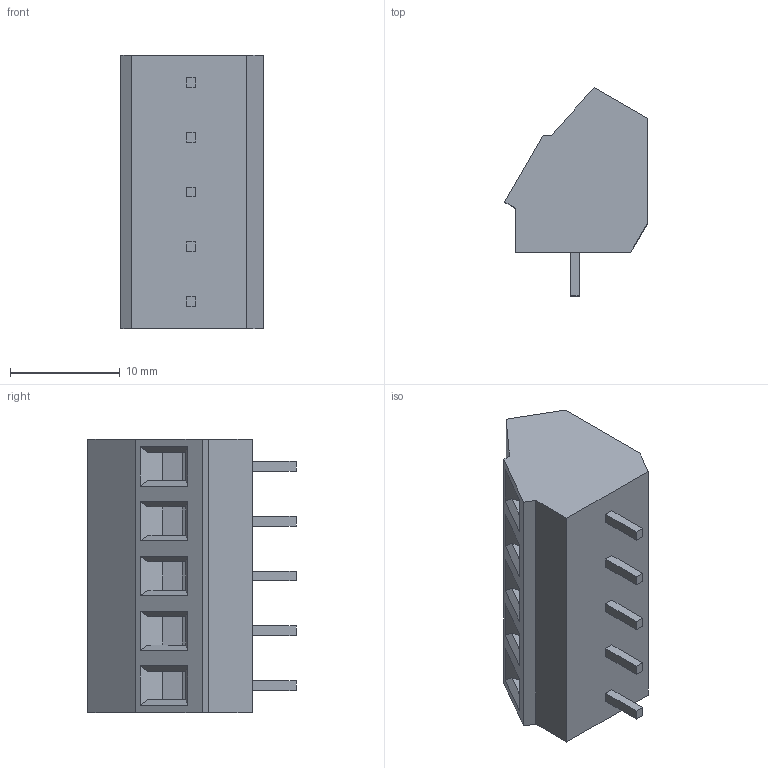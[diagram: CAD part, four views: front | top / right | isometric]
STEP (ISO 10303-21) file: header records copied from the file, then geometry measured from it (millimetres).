
FILE_DESCRIPTION (( 'STEP AP214' ), '1' );
FILE_NAME ('00DEFAU0908857508901.step', '2005-09-08T12:57:51', ( 'SysAdmin' ), ( 'Solidworks Corporation' ), 'SwSTEP 2.0', 'SolidWorks 2005204', '' );
FILE_SCHEMA (( 'AUTOMOTIVE_DESIGN' ));
Length unit declared in the file: millimetre
Products named in the file (1): 00DEFAU0908857508901
Bounding box: 13 x 19 x 25 mm (x, y, z)
Volume: 3342.7 mm3; surface area: 1871 mm2
Topology: 1 solids, 1 shells, 96 faces, 227 edges, 148 vertices
Faces by surface type: plane 86, cylinder 10
Entity records: 2734 total; most frequent: CARTESIAN_POINT 472, ORIENTED_EDGE 454, DIRECTION 441, EDGE_CURVE 227, VECTOR 207, LINE 207, VERTEX_POINT 148, AXIS2_PLACEMENT_3D 117
